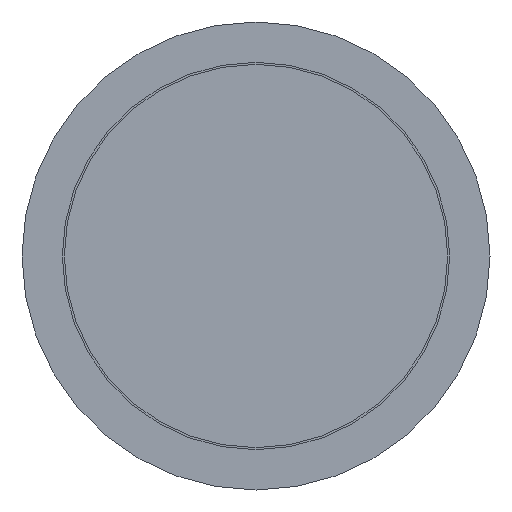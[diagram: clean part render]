
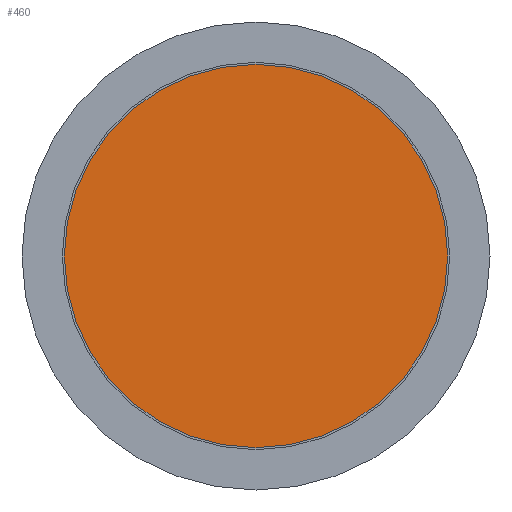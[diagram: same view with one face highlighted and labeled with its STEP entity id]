
A CAD part, front view. The second image highlights one B-rep face of the part: STEP entity #460.
In plain terms, the highlighted planar face has unit normal (0, -1, 0).
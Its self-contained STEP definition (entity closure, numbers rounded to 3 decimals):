
#28 = CIRCLE ( 'NONE', #536, 23.75 ) ;
#43 = PLANE ( 'NONE',  #411 ) ;
#50 = DIRECTION ( 'NONE',  ( 0., 1., 0. ) ) ;
#137 = FACE_OUTER_BOUND ( 'NONE', #182, .T. ) ;
#158 = ORIENTED_EDGE ( 'NONE', *, *, #311, .T. ) ;
#182 = EDGE_LOOP ( 'NONE', ( #158 ) ) ;
#191 = CARTESIAN_POINT ( 'NONE',  ( 0., 0., 0. ) ) ;
#214 = DIRECTION ( 'NONE',  ( 0., 0., 1. ) ) ;
#311 = EDGE_CURVE ( 'NONE', #336, #336, #28, .T. ) ;
#336 = VERTEX_POINT ( 'NONE', #473 ) ;
#411 = AXIS2_PLACEMENT_3D ( 'NONE', #432, #50, #214 ) ;
#432 = CARTESIAN_POINT ( 'NONE',  ( -23.75, 0., 0. ) ) ;
#460 = ADVANCED_FACE ( 'NONE', ( #137 ), #43, .F. ) ;
#473 = CARTESIAN_POINT ( 'NONE',  ( 0., 0., -23.75 ) ) ;
#503 = DIRECTION ( 'NONE',  ( 0., -1., 0. ) ) ;
#536 = AXIS2_PLACEMENT_3D ( 'NONE', #191, #503, #541 ) ;
#541 = DIRECTION ( 'NONE',  ( 0., 0., -1. ) ) ;
